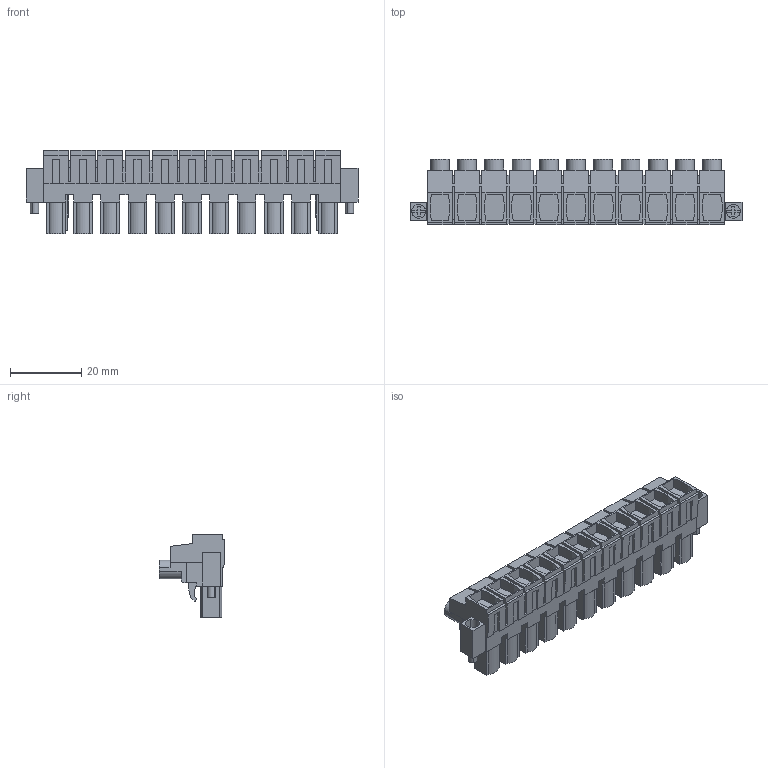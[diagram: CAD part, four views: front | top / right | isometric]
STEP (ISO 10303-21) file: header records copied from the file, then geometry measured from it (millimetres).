
FILE_DESCRIPTION(('CATIA V5 STEP Exchange','CAx-IF Rec.Pracs.--- Model Styling and Organization---1.2---2011-12-15'),'2;1');
FILE_NAME ('D1448482_0_1095770000_1095770000.stp','2017-06-08T10:31:59+00:00',('none'),('Weidmueller'),'CATIA Version 5-6 Release 2014','CATIA V5 STEP AP214','none');
FILE_SCHEMA(('AUTOMOTIVE_DESIGN { 1 0 10303 214 1 1 1 1 }'));
Length unit declared in the file: millimetre
Products named in the file (1): 1095770000
Bounding box: 92.88 x 18.28 x 23.35 mm (x, y, z)
Volume: 15670.7 mm3; surface area: 12939.5 mm2
Topology: 14 solids, 14 shells, 1094 faces, 3096 edges, 2080 vertices
Faces by surface type: plane 919, cylinder 167, extrusion 8
Entity records: 32335 total; most frequent: ORIENTED_EDGE 6192, CARTESIAN_POINT 6030, DIRECTION 4180, EDGE_CURVE 3096, VECTOR 2675, LINE 2667, VERTEX_POINT 2080, EDGE_LOOP 1148
